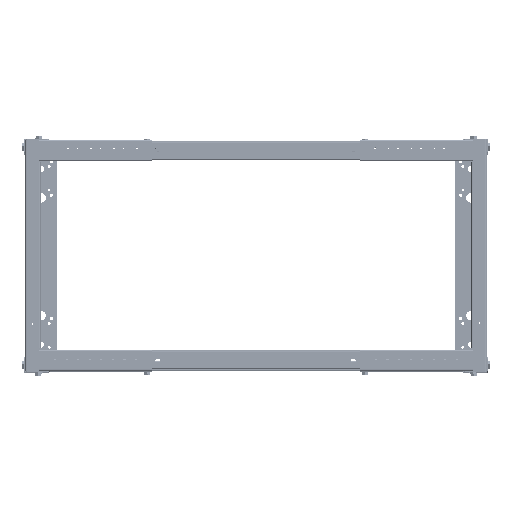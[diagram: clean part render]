
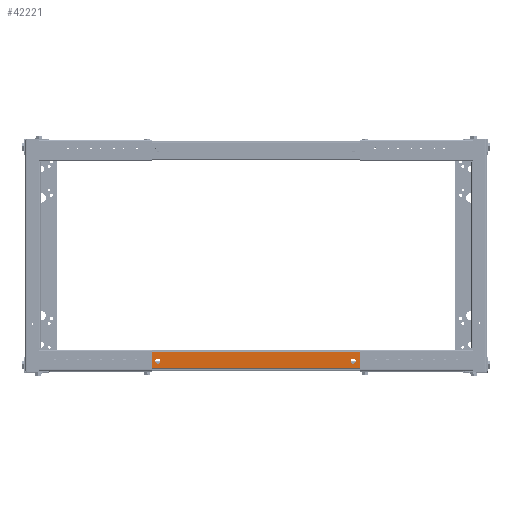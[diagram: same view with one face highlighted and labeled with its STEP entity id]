
A CAD part, top view. The second image highlights one B-rep face of the part: STEP entity #42221.
In plain terms, the highlighted face is planar.
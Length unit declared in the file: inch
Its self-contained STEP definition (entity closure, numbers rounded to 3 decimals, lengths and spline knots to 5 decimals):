
#2066 = CARTESIAN_POINT ( 'NONE',  ( 0.68898, 0.34028, 9.84252 ) ) ;
#2689 = CARTESIAN_POINT ( 'NONE',  ( -0.11811, 0.34028, -9.26575 ) ) ;
#3227 = VERTEX_POINT ( 'NONE', #2689 ) ;
#3410 = VERTEX_POINT ( 'NONE', #84628 ) ;
#4095 = DIRECTION ( 'NONE',  ( 0., 0., 1. ) ) ;
#4179 = VERTEX_POINT ( 'NONE', #33974 ) ;
#4454 = ORIENTED_EDGE ( 'NONE', *, *, #88572, .T. ) ;
#6351 = CARTESIAN_POINT ( 'NONE',  ( -0.11811, 0.34028, 8.48819 ) ) ;
#6947 = CARTESIAN_POINT ( 'NONE',  ( -0.68898, 0.34028, -9.84252 ) ) ;
#7072 = EDGE_CURVE ( 'NONE', #15684, #38082, #80624, .T. ) ;
#8220 = DIRECTION ( 'NONE',  ( 0., 0., 1. ) ) ;
#8437 = EDGE_LOOP ( 'NONE', ( #4454, #9145, #22290, #54794 ) ) ;
#9017 = AXIS2_PLACEMENT_3D ( 'NONE', #16559, #82661, #60186 ) ;
#9145 = ORIENTED_EDGE ( 'NONE', *, *, #32333, .F. ) ;
#11625 = CARTESIAN_POINT ( 'NONE',  ( -0.11811, 0.34028, 9.48819 ) ) ;
#13266 = CARTESIAN_POINT ( 'NONE',  ( -0.11811, 0.34028, 9.71063 ) ) ;
#14020 = DIRECTION ( 'NONE',  ( 0., -1., 0. ) ) ;
#14935 = FACE_BOUND ( 'NONE', #18452, .T. ) ;
#15464 = AXIS2_PLACEMENT_3D ( 'NONE', #65410, #78837, #28051 ) ;
#15684 = VERTEX_POINT ( 'NONE', #17742 ) ;
#16559 = CARTESIAN_POINT ( 'NONE',  ( -0.11811, 0.34028, -9.48819 ) ) ;
#16590 = CIRCLE ( 'NONE', #68640, 0.22244 ) ;
#17742 = CARTESIAN_POINT ( 'NONE',  ( -0.11811, 0.34028, 8.26575 ) ) ;
#18452 = EDGE_LOOP ( 'NONE', ( #46355, #84962 ) ) ;
#18533 = VECTOR ( 'NONE', #87047, 39.37008 ) ;
#18641 = DIRECTION ( 'NONE',  ( 1., 0., 0. ) ) ;
#20831 = EDGE_CURVE ( 'NONE', #3227, #34526, #74743, .T. ) ;
#21173 = FACE_BOUND ( 'NONE', #56204, .T. ) ;
#21680 = CARTESIAN_POINT ( 'NONE',  ( -0.11811, 0.34028, -8.48819 ) ) ;
#22290 = ORIENTED_EDGE ( 'NONE', *, *, #71681, .T. ) ;
#23962 = CARTESIAN_POINT ( 'NONE',  ( -0.11811, 0.34028, 8.48819 ) ) ;
#25124 = CARTESIAN_POINT ( 'NONE',  ( -0.68898, 0.34028, -9.84252 ) ) ;
#26287 = CARTESIAN_POINT ( 'NONE',  ( -0.11811, 0.34028, -9.48819 ) ) ;
#26783 = LINE ( 'NONE', #32567, #39399 ) ;
#26907 = VERTEX_POINT ( 'NONE', #30125 ) ;
#27186 = LINE ( 'NONE', #57346, #18533 ) ;
#28051 = DIRECTION ( 'NONE',  ( 0., 0., 1. ) ) ;
#28692 = AXIS2_PLACEMENT_3D ( 'NONE', #47702, #69738, #4095 ) ;
#29807 = FACE_BOUND ( 'NONE', #33363, .T. ) ;
#29928 = CARTESIAN_POINT ( 'NONE',  ( 0., 0.34028, -9.84252 ) ) ;
#30125 = CARTESIAN_POINT ( 'NONE',  ( -0.68898, 0.34028, 9.84252 ) ) ;
#32333 = EDGE_CURVE ( 'NONE', #79132, #59543, #36624, .T. ) ;
#32567 = CARTESIAN_POINT ( 'NONE',  ( 0., 0.34028, 9.84252 ) ) ;
#33018 = DIRECTION ( 'NONE',  ( 0., -1., 0. ) ) ;
#33363 = EDGE_LOOP ( 'NONE', ( #36490, #69487 ) ) ;
#33944 = EDGE_CURVE ( 'NONE', #63867, #64239, #89898, .T. ) ;
#33974 = CARTESIAN_POINT ( 'NONE',  ( -0.11811, 0.34028, -8.71063 ) ) ;
#34234 = CARTESIAN_POINT ( 'NONE',  ( -0.11811, 0.34028, -9.71063 ) ) ;
#34526 = VERTEX_POINT ( 'NONE', #34234 ) ;
#34747 = AXIS2_PLACEMENT_3D ( 'NONE', #23962, #73839, #66180 ) ;
#35612 = DIRECTION ( 'NONE',  ( 0., 0., 1. ) ) ;
#36490 = ORIENTED_EDGE ( 'NONE', *, *, #20831, .T. ) ;
#36624 = LINE ( 'NONE', #29928, #94292 ) ;
#37329 = VERTEX_POINT ( 'NONE', #2066 ) ;
#37419 = ORIENTED_EDGE ( 'NONE', *, *, #72399, .T. ) ;
#38082 = VERTEX_POINT ( 'NONE', #74216 ) ;
#39399 = VECTOR ( 'NONE', #18641, 39.37008 ) ;
#40598 = EDGE_LOOP ( 'NONE', ( #60225, #78766 ) ) ;
#42221 = ADVANCED_FACE ( 'NONE', ( #21173, #29807, #43679, #14935, #45094 ), #44611, .T. ) ;
#42756 = DIRECTION ( 'NONE',  ( 0., -1., 0. ) ) ;
#43679 = FACE_BOUND ( 'NONE', #40598, .T. ) ;
#44611 = PLANE ( 'NONE',  #47721 ) ;
#44648 = CIRCLE ( 'NONE', #90633, 0.22244 ) ;
#45094 = FACE_OUTER_BOUND ( 'NONE', #8437, .T. ) ;
#45570 = EDGE_CURVE ( 'NONE', #3410, #4179, #73611, .T. ) ;
#46355 = ORIENTED_EDGE ( 'NONE', *, *, #89216, .T. ) ;
#47702 = CARTESIAN_POINT ( 'NONE',  ( -0.11811, 0.34028, 9.48819 ) ) ;
#47721 = AXIS2_PLACEMENT_3D ( 'NONE', #73865, #65267, #8220 ) ;
#50905 = DIRECTION ( 'NONE',  ( 0., 0., 1. ) ) ;
#54794 = ORIENTED_EDGE ( 'NONE', *, *, #83182, .T. ) ;
#56204 = EDGE_LOOP ( 'NONE', ( #60571, #37419 ) ) ;
#57346 = CARTESIAN_POINT ( 'NONE',  ( 0.68898, 0.34028, -9.84252 ) ) ;
#59543 = VERTEX_POINT ( 'NONE', #80936 ) ;
#60186 = DIRECTION ( 'NONE',  ( 0., 0., 1. ) ) ;
#60225 = ORIENTED_EDGE ( 'NONE', *, *, #79585, .T. ) ;
#60571 = ORIENTED_EDGE ( 'NONE', *, *, #45570, .T. ) ;
#61527 = EDGE_CURVE ( 'NONE', #34526, #3227, #85560, .T. ) ;
#61529 = LINE ( 'NONE', #25124, #64729 ) ;
#63287 = CARTESIAN_POINT ( 'NONE',  ( -0.11811, 0.34028, 9.26575 ) ) ;
#63867 = VERTEX_POINT ( 'NONE', #63287 ) ;
#64239 = VERTEX_POINT ( 'NONE', #13266 ) ;
#64729 = VECTOR ( 'NONE', #84989, 39.37008 ) ;
#65267 = DIRECTION ( 'NONE',  ( 0., 1., 0. ) ) ;
#65410 = CARTESIAN_POINT ( 'NONE',  ( -0.11811, 0.34028, -8.48819 ) ) ;
#65585 = AXIS2_PLACEMENT_3D ( 'NONE', #26287, #33018, #77552 ) ;
#66180 = DIRECTION ( 'NONE',  ( 0., 0., 1. ) ) ;
#68640 = AXIS2_PLACEMENT_3D ( 'NONE', #6351, #14020, #35612 ) ;
#69133 = DIRECTION ( 'NONE',  ( 0., 0., 1. ) ) ;
#69487 = ORIENTED_EDGE ( 'NONE', *, *, #61527, .T. ) ;
#69738 = DIRECTION ( 'NONE',  ( 0., -1., 0. ) ) ;
#70934 = AXIS2_PLACEMENT_3D ( 'NONE', #21680, #42756, #50905 ) ;
#71681 = EDGE_CURVE ( 'NONE', #79132, #26907, #61529, .T. ) ;
#72399 = EDGE_CURVE ( 'NONE', #4179, #3410, #86183, .T. ) ;
#73611 = CIRCLE ( 'NONE', #15464, 0.22244 ) ;
#73839 = DIRECTION ( 'NONE',  ( 0., -1., 0. ) ) ;
#73865 = CARTESIAN_POINT ( 'NONE',  ( 0.80709, 0.34028, -9.84252 ) ) ;
#74216 = CARTESIAN_POINT ( 'NONE',  ( -0.11811, 0.34028, 8.71063 ) ) ;
#74743 = CIRCLE ( 'NONE', #65585, 0.22244 ) ;
#77552 = DIRECTION ( 'NONE',  ( 0., 0., 1. ) ) ;
#78766 = ORIENTED_EDGE ( 'NONE', *, *, #7072, .T. ) ;
#78837 = DIRECTION ( 'NONE',  ( 0., -1., 0. ) ) ;
#79132 = VERTEX_POINT ( 'NONE', #6947 ) ;
#79585 = EDGE_CURVE ( 'NONE', #38082, #15684, #16590, .T. ) ;
#80624 = CIRCLE ( 'NONE', #34747, 0.22244 ) ;
#80936 = CARTESIAN_POINT ( 'NONE',  ( 0.68898, 0.34028, -9.84252 ) ) ;
#82661 = DIRECTION ( 'NONE',  ( 0., -1., 0. ) ) ;
#83047 = DIRECTION ( 'NONE',  ( 0., -1., 0. ) ) ;
#83182 = EDGE_CURVE ( 'NONE', #26907, #37329, #26783, .T. ) ;
#84628 = CARTESIAN_POINT ( 'NONE',  ( -0.11811, 0.34028, -8.26575 ) ) ;
#84962 = ORIENTED_EDGE ( 'NONE', *, *, #33944, .T. ) ;
#84989 = DIRECTION ( 'NONE',  ( 0., 0., 1. ) ) ;
#85560 = CIRCLE ( 'NONE', #9017, 0.22244 ) ;
#86183 = CIRCLE ( 'NONE', #70934, 0.22244 ) ;
#87047 = DIRECTION ( 'NONE',  ( 0., 0., -1. ) ) ;
#88572 = EDGE_CURVE ( 'NONE', #37329, #59543, #27186, .T. ) ;
#88841 = DIRECTION ( 'NONE',  ( 1., 0., 0. ) ) ;
#89216 = EDGE_CURVE ( 'NONE', #64239, #63867, #44648, .T. ) ;
#89898 = CIRCLE ( 'NONE', #28692, 0.22244 ) ;
#90633 = AXIS2_PLACEMENT_3D ( 'NONE', #11625, #83047, #69133 ) ;
#94292 = VECTOR ( 'NONE', #88841, 39.37008 ) ;
